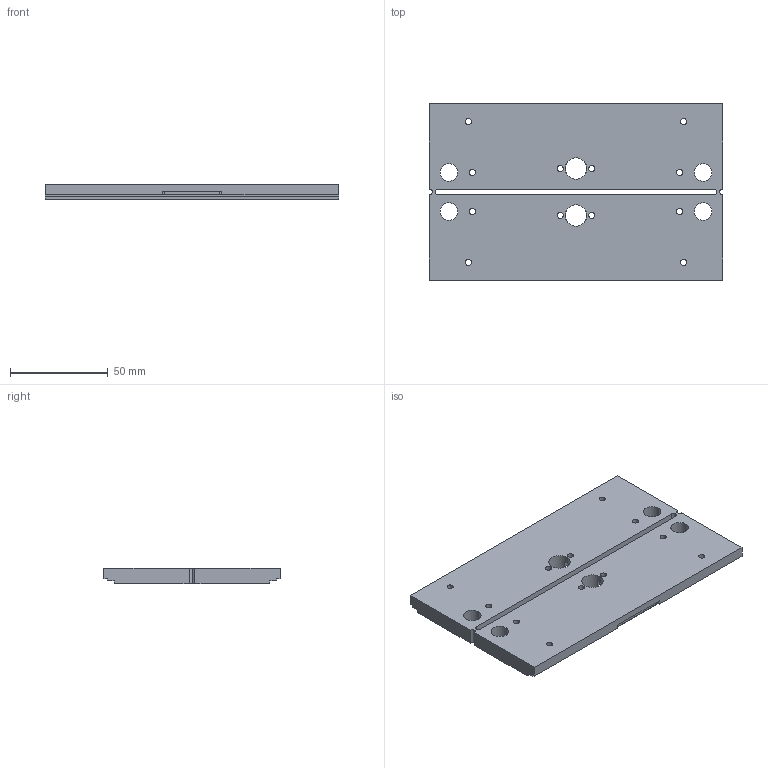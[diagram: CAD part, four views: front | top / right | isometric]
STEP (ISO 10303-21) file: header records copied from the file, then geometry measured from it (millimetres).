
FILE_DESCRIPTION (( 'STEP AP214' ), '1' );
FILE_NAME ('CNC加工件-嘉立创_定制150mm_one_LMH-8UU.STEP', '2025-08-28T11:01:54', ( '' ), ( '' ), 'SwSTEP 2.0', 'SolidWorks 2018', '' );
FILE_SCHEMA (( 'AUTOMOTIVE_DESIGN' ));
Length unit declared in the file: millimetre
Products named in the file (1): CNC加工件-嘉立创_定制150mm_one_LMH-8UU
Bounding box: 150 x 90 x 8 mm (x, y, z)
Volume: 96509.8 mm3; surface area: 33855.5 mm2
Topology: 1 solids, 1 shells, 124 faces, 354 edges, 236 vertices
Faces by surface type: plane 78, cylinder 46
Entity records: 4168 total; most frequent: CARTESIAN_POINT 715, ORIENTED_EDGE 708, DIRECTION 704, EDGE_CURVE 354, VECTOR 254, LINE 254, VERTEX_POINT 236, AXIS2_PLACEMENT_3D 225
